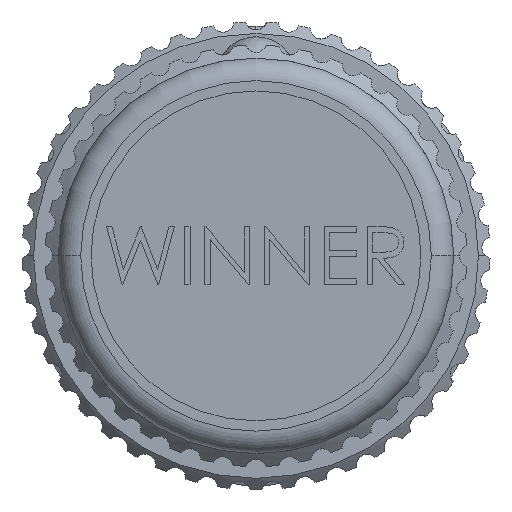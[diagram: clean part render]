
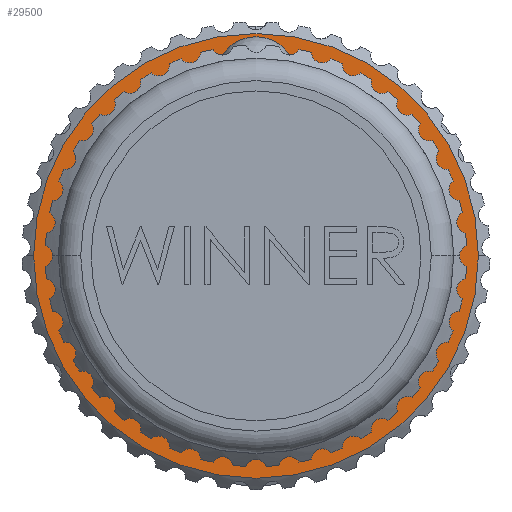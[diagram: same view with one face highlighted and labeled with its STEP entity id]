
A CAD part, left-side view. The second image highlights one B-rep face of the part: STEP entity #29500.
In plain terms, the highlighted planar face has unit normal (-1, 0, 0).
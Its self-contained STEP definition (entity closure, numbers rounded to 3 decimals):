
#178 = CARTESIAN_POINT ( 'NONE',  ( -24.53, -8.56, 0. ) ) ;
#399 = DIRECTION ( 'NONE',  ( 0., -1., 0. ) ) ;
#912 = DIRECTION ( 'NONE',  ( 0., -1., 0. ) ) ;
#1101 = CARTESIAN_POINT ( 'NONE',  ( -24.53, 0., 0. ) ) ;
#1282 = VERTEX_POINT ( 'NONE', #178 ) ;
#3300 = CARTESIAN_POINT ( 'NONE',  ( -24.53, 15.3, 0. ) ) ;
#4341 = CIRCLE ( 'NONE', #17811, 15.3 ) ;
#7081 = CIRCLE ( 'NONE', #27699, 8.56 ) ;
#8306 = DIRECTION ( 'NONE',  ( -1., 0., 0. ) ) ;
#9593 = CARTESIAN_POINT ( 'NONE',  ( -24.53, 0., 0. ) ) ;
#9942 = VERTEX_POINT ( 'NONE', #3300 ) ;
#10004 = EDGE_CURVE ( 'NONE', #10715, #1282, #19187, .T. ) ;
#10060 = CARTESIAN_POINT ( 'NONE',  ( -24.53, 8.56, 0. ) ) ;
#10715 = VERTEX_POINT ( 'NONE', #10060 ) ;
#10818 = DIRECTION ( 'NONE',  ( 0., -1., 0. ) ) ;
#11691 = AXIS2_PLACEMENT_3D ( 'NONE', #19971, #29277, #912 ) ;
#12306 = AXIS2_PLACEMENT_3D ( 'NONE', #9593, #16835, #21432 ) ;
#12647 = CARTESIAN_POINT ( 'NONE',  ( -24.53, 0., 0. ) ) ;
#12802 = DIRECTION ( 'NONE',  ( -1., 0., 0. ) ) ;
#13900 = ORIENTED_EDGE ( 'NONE', *, *, #10004, .F. ) ;
#14229 = AXIS2_PLACEMENT_3D ( 'NONE', #24050, #17109, #399 ) ;
#14250 = EDGE_CURVE ( 'NONE', #9942, #18769, #20288, .T. ) ;
#16734 = PLANE ( 'NONE',  #12306 ) ;
#16835 = DIRECTION ( 'NONE',  ( -1., 0., 0. ) ) ;
#17109 = DIRECTION ( 'NONE',  ( -1., 0., 0. ) ) ;
#17144 = EDGE_LOOP ( 'NONE', ( #23829, #13900 ) ) ;
#17412 = DIRECTION ( 'NONE',  ( 0., -1., 0. ) ) ;
#17811 = AXIS2_PLACEMENT_3D ( 'NONE', #1101, #12802, #10818 ) ;
#18769 = VERTEX_POINT ( 'NONE', #26407 ) ;
#19187 = CIRCLE ( 'NONE', #14229, 8.56 ) ;
#19971 = CARTESIAN_POINT ( 'NONE',  ( -24.53, 0., 0. ) ) ;
#20288 = CIRCLE ( 'NONE', #11691, 15.3 ) ;
#20357 = EDGE_LOOP ( 'NONE', ( #23274, #25175 ) ) ;
#21432 = DIRECTION ( 'NONE',  ( 0., -1., 0. ) ) ;
#23274 = ORIENTED_EDGE ( 'NONE', *, *, #14250, .T. ) ;
#23754 = FACE_BOUND ( 'NONE', #17144, .T. ) ;
#23829 = ORIENTED_EDGE ( 'NONE', *, *, #30465, .F. ) ;
#24050 = CARTESIAN_POINT ( 'NONE',  ( -24.53, 0., 0. ) ) ;
#24483 = FACE_OUTER_BOUND ( 'NONE', #20357, .T. ) ;
#24841 = EDGE_CURVE ( 'NONE', #18769, #9942, #4341, .T. ) ;
#25175 = ORIENTED_EDGE ( 'NONE', *, *, #24841, .T. ) ;
#26407 = CARTESIAN_POINT ( 'NONE',  ( -24.53, -15.3, 0. ) ) ;
#27699 = AXIS2_PLACEMENT_3D ( 'NONE', #12647, #8306, #17412 ) ;
#29277 = DIRECTION ( 'NONE',  ( -1., 0., 0. ) ) ;
#29500 = ADVANCED_FACE ( 'NONE', ( #24483, #23754 ), #16734, .T. ) ;
#30465 = EDGE_CURVE ( 'NONE', #1282, #10715, #7081, .T. ) ;
